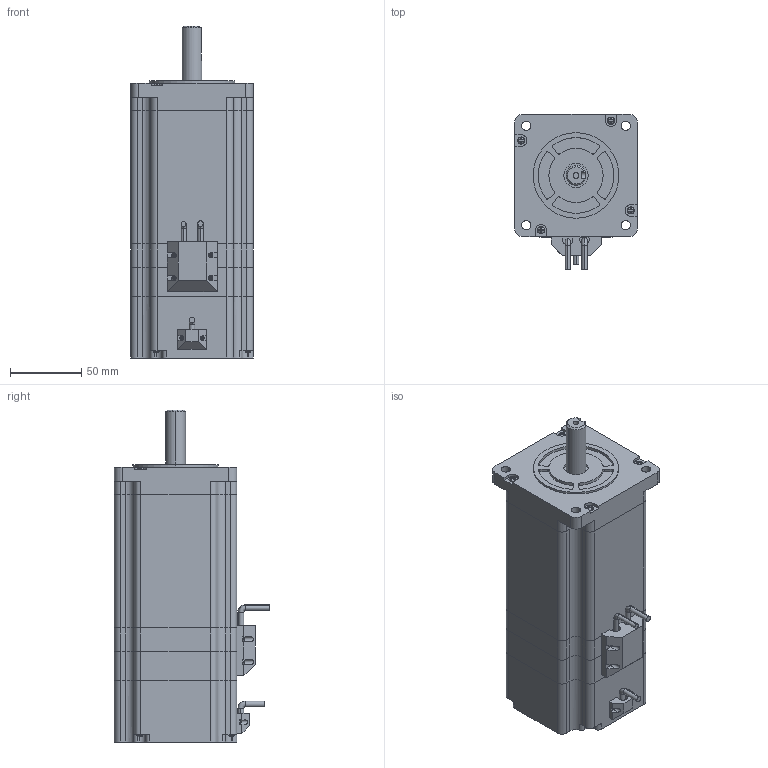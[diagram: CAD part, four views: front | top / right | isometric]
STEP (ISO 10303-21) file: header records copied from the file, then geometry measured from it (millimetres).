
FILE_DESCRIPTION (( 'STEP AP214' ), '1' );
FILE_NAME ('86-129-018.STEP', '2021-08-24T07:25:19', ( 'HP' ), ( 'CZLH' ), 'SwSTEP 2.0', 'SolidWorks 2012', '' );
FILE_SCHEMA (( 'AUTOMOTIVE_DESIGN' ));
Length unit declared in the file: millimetre
Products named in the file (1): 86-129-018
Bounding box: 85.8 x 108.8 x 232.7 mm (x, y, z)
Surface area: 103794 mm2 (no closed solid volume)
Topology: 0 solids, 13 shells, 420 faces, 1354 edges, 923 vertices
Faces by surface type: plane 220, cylinder 166, sphere 26, torus 6, cone 2
Entity records: 19492 total; most frequent: DIRECTION 2745, CARTESIAN_POINT 2724, ORIENTED_EDGE 2294, EDGE_CURVE 1334, AXIS2_PLACEMENT_3D 1000, VERTEX_POINT 913, VECTOR 745, LINE 745
